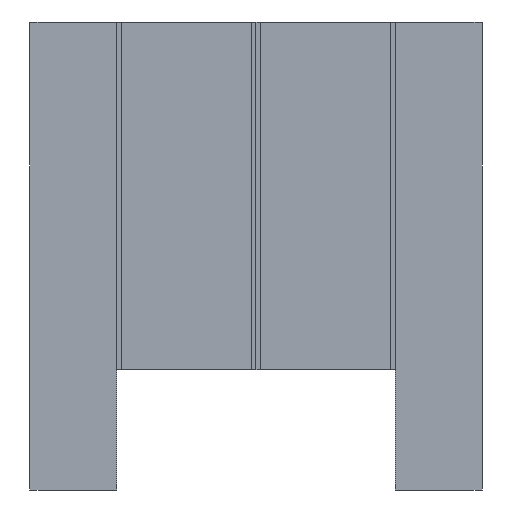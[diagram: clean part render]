
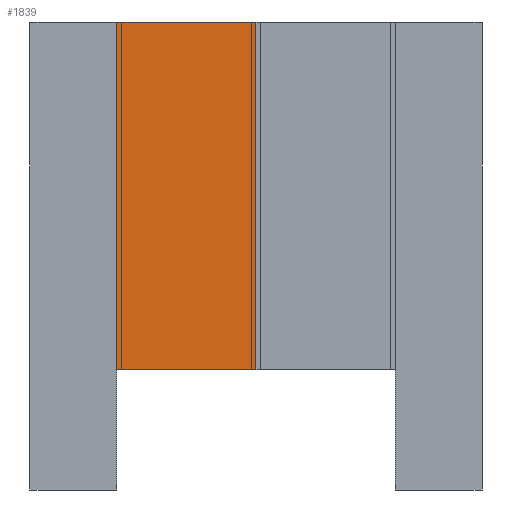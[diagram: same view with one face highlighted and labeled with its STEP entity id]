
A CAD part, top view. The second image highlights one B-rep face of the part: STEP entity #1839.
In plain terms, the highlighted planar face has unit normal (0, 0, 1).
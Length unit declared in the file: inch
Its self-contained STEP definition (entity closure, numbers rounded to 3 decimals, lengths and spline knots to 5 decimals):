
#159=PLANE('',#2100);
#255=FACE_OUTER_BOUND('',#384,.T.);
#384=EDGE_LOOP('',(#1693,#1694,#1695,#1696));
#517=LINE('',#3220,#656);
#525=LINE('',#3235,#664);
#526=LINE('',#3237,#665);
#527=LINE('',#3238,#666);
#656=VECTOR('',#2653,0.3937);
#664=VECTOR('',#2665,0.3937);
#665=VECTOR('',#2668,0.3937);
#666=VECTOR('',#2669,0.3937);
#940=VERTEX_POINT('',#3216);
#942=VERTEX_POINT('',#3219);
#946=VERTEX_POINT('',#3231);
#947=VERTEX_POINT('',#3233);
#1192=EDGE_CURVE('',#940,#942,#517,.T.);
#1200=EDGE_CURVE('',#946,#947,#525,.T.);
#1201=EDGE_CURVE('',#946,#940,#526,.T.);
#1202=EDGE_CURVE('',#942,#947,#527,.T.);
#1693=ORIENTED_EDGE('',*,*,#1201,.F.);
#1694=ORIENTED_EDGE('',*,*,#1200,.T.);
#1695=ORIENTED_EDGE('',*,*,#1202,.F.);
#1696=ORIENTED_EDGE('',*,*,#1192,.F.);
#1839=ADVANCED_FACE('',(#255),#159,.T.);
#2100=AXIS2_PLACEMENT_3D('',#3236,#2666,#2667);
#2653=DIRECTION('',(0.,1.,0.));
#2665=DIRECTION('',(0.,1.,0.));
#2666=DIRECTION('center_axis',(0.,0.,1.));
#2667=DIRECTION('ref_axis',(1.,0.,0.));
#2668=DIRECTION('',(-1.,0.,0.));
#2669=DIRECTION('',(1.,0.,0.));
#3216=CARTESIAN_POINT('',(-2.,21.,21.9352));
#3219=CARTESIAN_POINT('',(-2.,26.,21.9352));
#3220=CARTESIAN_POINT('',(-2.,21.,21.9352));
#3231=CARTESIAN_POINT('',(0.,21.,21.9352));
#3233=CARTESIAN_POINT('',(0.,26.,21.9352));
#3235=CARTESIAN_POINT('',(0.,21.,21.9352));
#3236=CARTESIAN_POINT('Origin',(-2.,21.,21.9352));
#3237=CARTESIAN_POINT('',(0.,21.,21.9352));
#3238=CARTESIAN_POINT('',(0.,26.,21.9352));
